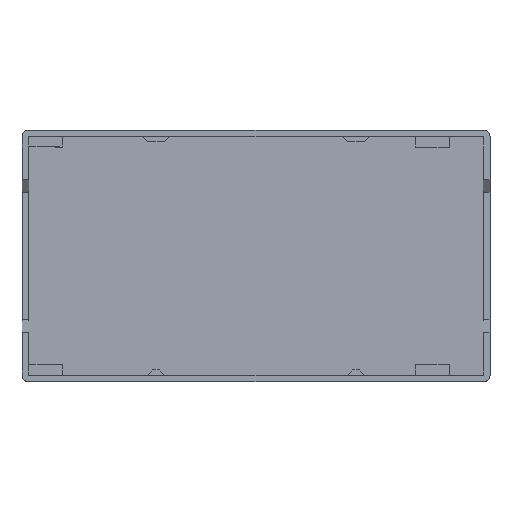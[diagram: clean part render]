
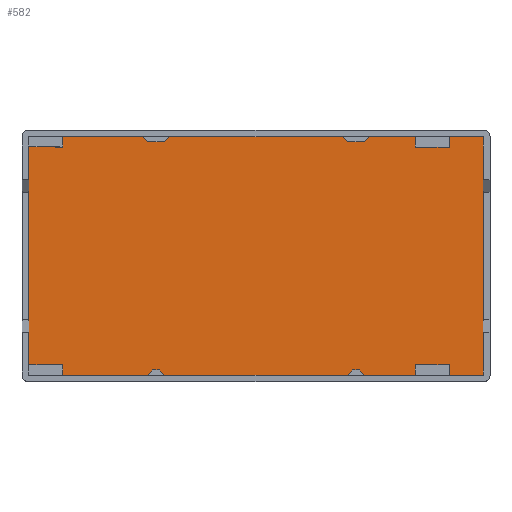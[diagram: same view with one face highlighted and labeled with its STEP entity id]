
A CAD part, top view. The second image highlights one B-rep face of the part: STEP entity #582.
In plain terms, the highlighted planar face has unit normal (0, 0, 1).
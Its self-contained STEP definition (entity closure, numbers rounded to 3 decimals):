
#5 = LINE ( 'NONE', #1510, #402 ) ;
#10 = ORIENTED_EDGE ( 'NONE', *, *, #1613, .F. ) ;
#13 = LINE ( 'NONE', #538, #1020 ) ;
#35 = VERTEX_POINT ( 'NONE', #1066 ) ;
#43 = EDGE_CURVE ( 'NONE', #1327, #35, #1321, .T. ) ;
#59 = DIRECTION ( 'NONE',  ( 0., 0., -1. ) ) ;
#94 = VECTOR ( 'NONE', #1328, 1000. ) ;
#105 = CARTESIAN_POINT ( 'NONE',  ( -67., -32.125, -10. ) ) ;
#116 = CARTESIAN_POINT ( 'NONE',  ( -57., -32.125, -10. ) ) ;
#121 = VECTOR ( 'NONE', #1042, 1000. ) ;
#142 = CARTESIAN_POINT ( 'NONE',  ( -57., 32.125, -10. ) ) ;
#164 = VERTEX_POINT ( 'NONE', #468 ) ;
#177 = VERTEX_POINT ( 'NONE', #329 ) ;
#185 = EDGE_CURVE ( 'NONE', #615, #1581, #346, .T. ) ;
#206 = EDGE_CURVE ( 'NONE', #618, #615, #1155, .T. ) ;
#243 = CARTESIAN_POINT ( 'NONE',  ( -67., -32.125, -10. ) ) ;
#272 = DIRECTION ( 'NONE',  ( 0., 1., 0. ) ) ;
#274 = CARTESIAN_POINT ( 'NONE',  ( 47., 32.125, -10. ) ) ;
#288 = LINE ( 'NONE', #903, #1084 ) ;
#319 = DIRECTION ( 'NONE',  ( 0., 1., 0. ) ) ;
#324 = LINE ( 'NONE', #847, #664 ) ;
#326 = VERTEX_POINT ( 'NONE', #105 ) ;
#329 = CARTESIAN_POINT ( 'NONE',  ( 57., 32.125, -10. ) ) ;
#333 = VERTEX_POINT ( 'NONE', #1309 ) ;
#346 = LINE ( 'NONE', #759, #622 ) ;
#352 = VERTEX_POINT ( 'NONE', #1725 ) ;
#359 = ORIENTED_EDGE ( 'NONE', *, *, #971, .F. ) ;
#361 = VERTEX_POINT ( 'NONE', #389 ) ;
#389 = CARTESIAN_POINT ( 'NONE',  ( 67., 35.125, -10. ) ) ;
#391 = CARTESIAN_POINT ( 'NONE',  ( 67., -35.125, -10. ) ) ;
#393 = EDGE_CURVE ( 'NONE', #1143, #1327, #802, .T. ) ;
#396 = EDGE_CURVE ( 'NONE', #326, #1157, #955, .T. ) ;
#402 = VECTOR ( 'NONE', #1655, 1000. ) ;
#409 = CARTESIAN_POINT ( 'NONE',  ( -57., -35.125, -10. ) ) ;
#449 = ORIENTED_EDGE ( 'NONE', *, *, #1288, .F. ) ;
#457 = ORIENTED_EDGE ( 'NONE', *, *, #206, .F. ) ;
#468 = CARTESIAN_POINT ( 'NONE',  ( 57., 35.125, -10. ) ) ;
#516 = DIRECTION ( 'NONE',  ( 1., 0., 0. ) ) ;
#538 = CARTESIAN_POINT ( 'NONE',  ( 47., 35.125, -10. ) ) ;
#550 = LINE ( 'NONE', #391, #736 ) ;
#555 = ORIENTED_EDGE ( 'NONE', *, *, #1723, .F. ) ;
#582 = ADVANCED_FACE ( 'NONE', ( #980 ), #725, .F. ) ;
#596 = EDGE_CURVE ( 'NONE', #352, #1143, #324, .T. ) ;
#615 = VERTEX_POINT ( 'NONE', #962 ) ;
#618 = VERTEX_POINT ( 'NONE', #950 ) ;
#622 = VECTOR ( 'NONE', #319, 1000. ) ;
#638 = DIRECTION ( 'NONE',  ( -1., 0., 0. ) ) ;
#646 = LINE ( 'NONE', #1735, #1101 ) ;
#655 = VECTOR ( 'NONE', #1495, 1000. ) ;
#664 = VECTOR ( 'NONE', #1403, 1000. ) ;
#691 = ORIENTED_EDGE ( 'NONE', *, *, #43, .F. ) ;
#693 = CARTESIAN_POINT ( 'NONE',  ( -67., -32.125, -10. ) ) ;
#704 = EDGE_CURVE ( 'NONE', #894, #177, #874, .T. ) ;
#725 = PLANE ( 'NONE',  #1745 ) ;
#731 = CARTESIAN_POINT ( 'NONE',  ( 57., -35.125, -10. ) ) ;
#736 = VECTOR ( 'NONE', #1609, 1000. ) ;
#755 = LINE ( 'NONE', #243, #94 ) ;
#759 = CARTESIAN_POINT ( 'NONE',  ( 57., -35.125, -10. ) ) ;
#796 = ORIENTED_EDGE ( 'NONE', *, *, #596, .F. ) ;
#802 = LINE ( 'NONE', #1100, #655 ) ;
#820 = CARTESIAN_POINT ( 'NONE',  ( 0., 0., -10. ) ) ;
#829 = ORIENTED_EDGE ( 'NONE', *, *, #704, .F. ) ;
#845 = ORIENTED_EDGE ( 'NONE', *, *, #1244, .F. ) ;
#847 = CARTESIAN_POINT ( 'NONE',  ( 47., -35.125, -10. ) ) ;
#853 = DIRECTION ( 'NONE',  ( -1., 0., 0. ) ) ;
#874 = LINE ( 'NONE', #1424, #1199 ) ;
#883 = ORIENTED_EDGE ( 'NONE', *, *, #1171, .F. ) ;
#886 = CARTESIAN_POINT ( 'NONE',  ( 47., -35.125, -10. ) ) ;
#894 = VERTEX_POINT ( 'NONE', #274 ) ;
#895 = LINE ( 'NONE', #1150, #121 ) ;
#903 = CARTESIAN_POINT ( 'NONE',  ( 57., -32.125, -10. ) ) ;
#950 = CARTESIAN_POINT ( 'NONE',  ( 67., -35.125, -10. ) ) ;
#955 = LINE ( 'NONE', #693, #1654 ) ;
#962 = CARTESIAN_POINT ( 'NONE',  ( 57., -35.125, -10. ) ) ;
#971 = EDGE_CURVE ( 'NONE', #177, #164, #1627, .T. ) ;
#980 = FACE_OUTER_BOUND ( 'NONE', #1178, .T. ) ;
#1017 = DIRECTION ( 'NONE',  ( 1., 0., 0. ) ) ;
#1019 = VECTOR ( 'NONE', #272, 1000. ) ;
#1020 = VECTOR ( 'NONE', #1636, 1000. ) ;
#1028 = ORIENTED_EDGE ( 'NONE', *, *, #185, .F. ) ;
#1041 = ORIENTED_EDGE ( 'NONE', *, *, #393, .F. ) ;
#1042 = DIRECTION ( 'NONE',  ( 1., -0.012, 0. ) ) ;
#1049 = CARTESIAN_POINT ( 'NONE',  ( -57., 32.125, -10. ) ) ;
#1066 = CARTESIAN_POINT ( 'NONE',  ( -57., -32.125, -10. ) ) ;
#1074 = LINE ( 'NONE', #142, #1019 ) ;
#1082 = DIRECTION ( 'NONE',  ( 0., 1., 0. ) ) ;
#1084 = VECTOR ( 'NONE', #638, 1000. ) ;
#1100 = CARTESIAN_POINT ( 'NONE',  ( -57., -35.125, -10. ) ) ;
#1101 = VECTOR ( 'NONE', #516, 1000. ) ;
#1115 = CARTESIAN_POINT ( 'NONE',  ( 47., 35.125, -10. ) ) ;
#1117 = EDGE_CURVE ( 'NONE', #1581, #352, #288, .T. ) ;
#1143 = VERTEX_POINT ( 'NONE', #886 ) ;
#1150 = CARTESIAN_POINT ( 'NONE',  ( -57., 32.125, -10. ) ) ;
#1155 = LINE ( 'NONE', #731, #1475 ) ;
#1157 = VERTEX_POINT ( 'NONE', #1586 ) ;
#1171 = EDGE_CURVE ( 'NONE', #35, #326, #755, .T. ) ;
#1176 = VECTOR ( 'NONE', #1476, 1000. ) ;
#1178 = EDGE_LOOP ( 'NONE', ( #1319, #555, #359, #829, #10, #845, #449, #1450, #1284, #883, #691, #1041, #796, #1652, #1028, #457 ) ) ;
#1199 = VECTOR ( 'NONE', #1017, 1000. ) ;
#1238 = EDGE_CURVE ( 'NONE', #1157, #1245, #895, .T. ) ;
#1244 = EDGE_CURVE ( 'NONE', #333, #1700, #646, .T. ) ;
#1245 = VERTEX_POINT ( 'NONE', #1049 ) ;
#1284 = ORIENTED_EDGE ( 'NONE', *, *, #396, .F. ) ;
#1288 = EDGE_CURVE ( 'NONE', #1245, #333, #1074, .T. ) ;
#1309 = CARTESIAN_POINT ( 'NONE',  ( -57., 35.125, -10. ) ) ;
#1319 = ORIENTED_EDGE ( 'NONE', *, *, #1373, .F. ) ;
#1321 = LINE ( 'NONE', #116, #1751 ) ;
#1327 = VERTEX_POINT ( 'NONE', #409 ) ;
#1328 = DIRECTION ( 'NONE',  ( -1., 0., 0. ) ) ;
#1373 = EDGE_CURVE ( 'NONE', #361, #618, #550, .T. ) ;
#1403 = DIRECTION ( 'NONE',  ( 0., -1., 0. ) ) ;
#1424 = CARTESIAN_POINT ( 'NONE',  ( 57., 32.125, -10. ) ) ;
#1450 = ORIENTED_EDGE ( 'NONE', *, *, #1238, .F. ) ;
#1475 = VECTOR ( 'NONE', #853, 1000. ) ;
#1476 = DIRECTION ( 'NONE',  ( 0., 1., 0. ) ) ;
#1495 = DIRECTION ( 'NONE',  ( -1., 0., 0. ) ) ;
#1510 = CARTESIAN_POINT ( 'NONE',  ( 57., 35.125, -10. ) ) ;
#1538 = DIRECTION ( 'NONE',  ( -1., 0., 0. ) ) ;
#1581 = VERTEX_POINT ( 'NONE', #1589 ) ;
#1586 = CARTESIAN_POINT ( 'NONE',  ( -67., 32.25, -10. ) ) ;
#1589 = CARTESIAN_POINT ( 'NONE',  ( 57., -32.125, -10. ) ) ;
#1609 = DIRECTION ( 'NONE',  ( 0., -1., 0. ) ) ;
#1613 = EDGE_CURVE ( 'NONE', #1700, #894, #13, .T. ) ;
#1627 = LINE ( 'NONE', #1743, #1176 ) ;
#1636 = DIRECTION ( 'NONE',  ( 0., -1., 0. ) ) ;
#1652 = ORIENTED_EDGE ( 'NONE', *, *, #1117, .F. ) ;
#1654 = VECTOR ( 'NONE', #1082, 1000. ) ;
#1655 = DIRECTION ( 'NONE',  ( 1., 0., 0. ) ) ;
#1700 = VERTEX_POINT ( 'NONE', #1115 ) ;
#1723 = EDGE_CURVE ( 'NONE', #164, #361, #5, .T. ) ;
#1725 = CARTESIAN_POINT ( 'NONE',  ( 47., -32.125, -10. ) ) ;
#1735 = CARTESIAN_POINT ( 'NONE',  ( -57., 35.125, -10. ) ) ;
#1736 = DIRECTION ( 'NONE',  ( 0., 1., 0. ) ) ;
#1743 = CARTESIAN_POINT ( 'NONE',  ( 57., 35.125, -10. ) ) ;
#1745 = AXIS2_PLACEMENT_3D ( 'NONE', #820, #59, #1538 ) ;
#1751 = VECTOR ( 'NONE', #1736, 1000. ) ;
